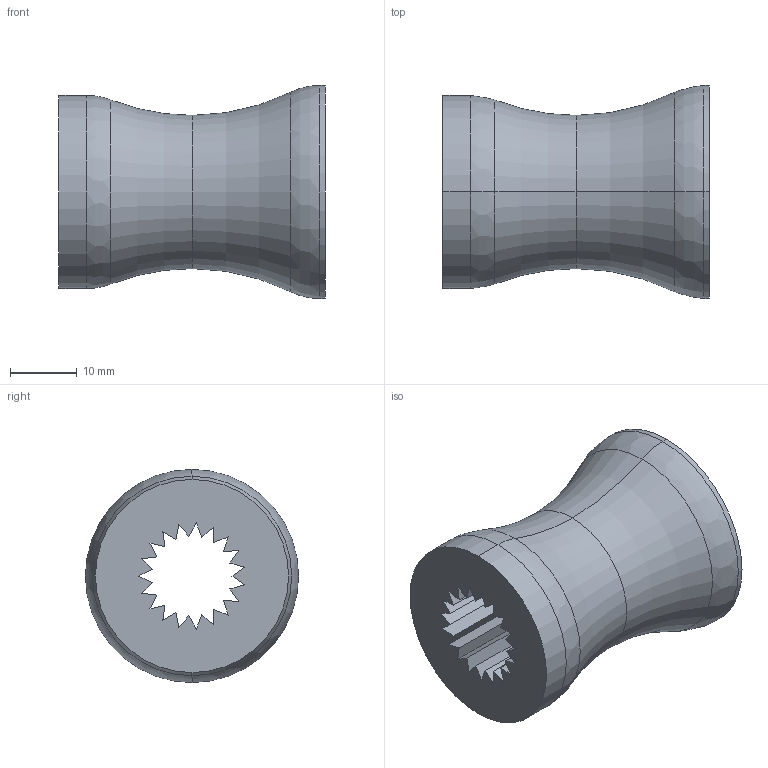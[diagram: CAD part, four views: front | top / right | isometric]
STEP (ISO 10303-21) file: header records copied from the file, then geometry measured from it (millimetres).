
FILE_DESCRIPTION (( 'STEP AP214' ), '1' );
FILE_NAME ('TPU launcher wheel 5%.STEP', '2025-04-15T20:54:16', ( '' ), ( '' ), 'SwSTEP 2.0', 'SolidWorks 2024', '' );
FILE_SCHEMA (( 'AUTOMOTIVE_DESIGN' ));
Length unit declared in the file: millimetre
Products named in the file (1): TPU launcher wheel 5%
Bounding box: 40 x 32 x 32 mm (x, y, z)
Volume: 16377.4 mm3; surface area: 8093.8 mm2
Topology: 1 solids, 1 shells, 52 faces, 140 edges, 90 vertices
Faces by surface type: plane 40, torus 8, cylinder 4
Entity records: 1633 total; most frequent: CARTESIAN_POINT 283, ORIENTED_EDGE 280, DIRECTION 268, EDGE_CURVE 140, VECTOR 118, LINE 118, VERTEX_POINT 90, AXIS2_PLACEMENT_3D 75
